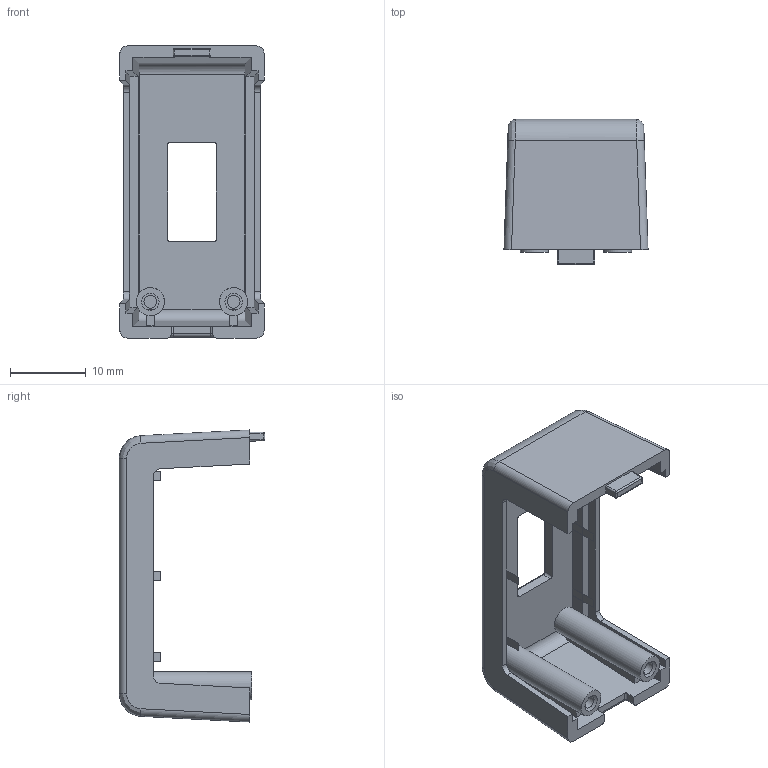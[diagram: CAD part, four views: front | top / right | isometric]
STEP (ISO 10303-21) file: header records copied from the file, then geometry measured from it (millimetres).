
FILE_DESCRIPTION(/* description */ (''),/* implementation_level */ '2;1');
FILE_NAME(/* name */ 'Top.ipt.step',/* time_stamp */ '2020-04-16T23:17:04-04:00',/* author */ ('Jordan'),/* organization */ (''),/* preprocessor_version */ 'ST-DEVELOPER v17',/* originating_system */ 'Autodesk Inventor 2019',/* authorisation */ '');
FILE_SCHEMA (('AUTOMOTIVE_DESIGN { 1 0 10303 214 3 1 1 }'));
Length unit declared in the file: inch
Products named in the file (1): Top
Bounding box: 19.05 x 19.2 x 38.6 mm (x, y, z)
Volume: 2486.7 mm3; surface area: 3774.8 mm2
Topology: 1 solids, 1 shells, 137 faces, 363 edges, 228 vertices
Faces by surface type: plane 80, cylinder 41, bspline 6, sphere 4, torus 4, cone 2
Full cylindrical faces by diameter (mm): 1.7 x2, 3.7 x2
Entity records: 4934 total; most frequent: CARTESIAN_POINT 1479, ORIENTED_EDGE 722, DIRECTION 711, EDGE_CURVE 361, LINE 243, VECTOR 243, AXIS2_PLACEMENT_3D 234, VERTEX_POINT 228
